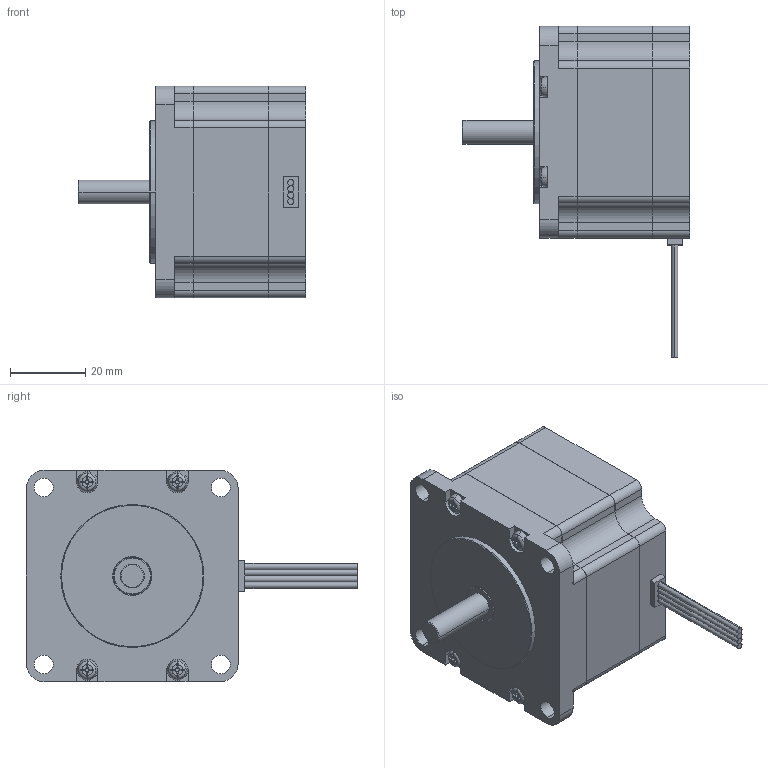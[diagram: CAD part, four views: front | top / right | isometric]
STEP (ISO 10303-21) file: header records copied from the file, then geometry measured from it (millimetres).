
FILE_DESCRIPTION (( 'STEP AP203' ), '1' );
FILE_NAME ('C-57STM01_203.STEP', '2021-08-06T09:03:48', ( '' ), ( '' ), 'SwSTEP 2.0', 'SolidWorks 2017', '' );
FILE_SCHEMA (( 'CONFIG_CONTROL_DESIGN' ));
Length unit declared in the file: millimetre
Products named in the file (1): C-57STM01_203
Bounding box: 60.6 x 88.2 x 56.4 mm (x, y, z)
Volume: 118154.8 mm3; surface area: 16417.6 mm2
Topology: 1 solids, 1 shells, 374 faces, 1024 edges, 670 vertices
Faces by surface type: plane 148, cylinder 106, cone 64, torus 56
Entity records: 12563 total; most frequent: CARTESIAN_POINT 3021, ORIENTED_EDGE 2048, DIRECTION 1956, EDGE_CURVE 1024, AXIS2_PLACEMENT_3D 765, VERTEX_POINT 670, LINE 426, VECTOR 426
